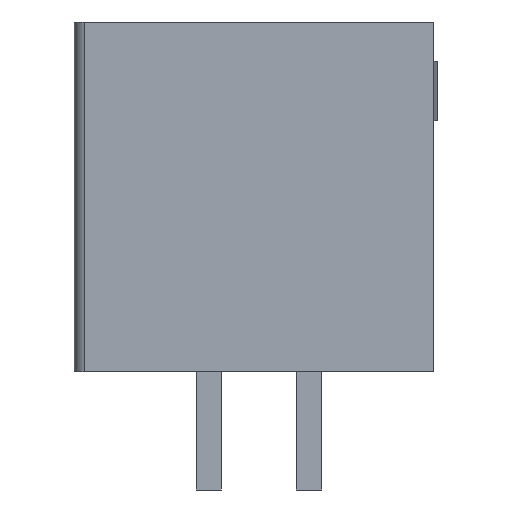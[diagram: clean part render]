
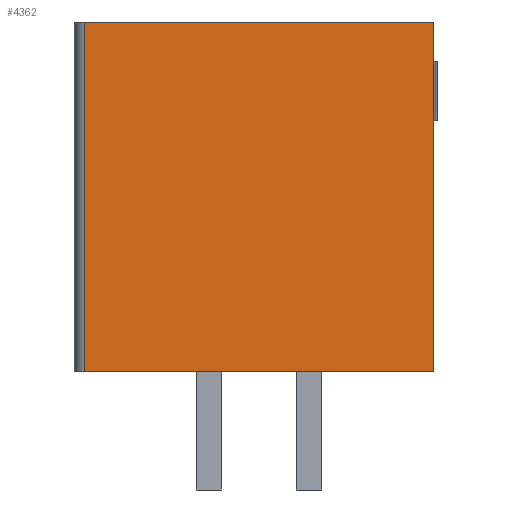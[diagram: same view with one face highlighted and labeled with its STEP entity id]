
A CAD part, left-side view. The second image highlights one B-rep face of the part: STEP entity #4362.
In plain terms, the highlighted planar face has unit normal (-1, 0, 0).
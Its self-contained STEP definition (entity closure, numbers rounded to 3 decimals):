
#51 = VERTEX_POINT('',#52);
#52 = CARTESIAN_POINT('',(-5.1,-3.155,8.85));
#58 = EDGE_CURVE('',#51,#59,#61,.T.);
#59 = VERTEX_POINT('',#60);
#60 = CARTESIAN_POINT('',(-5.1,-3.155,0.));
#61 = LINE('',#62,#63);
#62 = CARTESIAN_POINT('',(-5.1,-3.155,8.85));
#63 = VECTOR('',#64,1.);
#64 = DIRECTION('',(0.,0.,-1.));
#261 = VERTEX_POINT('',#262);
#262 = CARTESIAN_POINT('',(-5.1,5.695,0.));
#268 = EDGE_CURVE('',#269,#261,#271,.T.);
#269 = VERTEX_POINT('',#270);
#270 = CARTESIAN_POINT('',(-5.1,5.695,8.85));
#271 = LINE('',#272,#273);
#272 = CARTESIAN_POINT('',(-5.1,5.695,8.85));
#273 = VECTOR('',#274,1.);
#274 = DIRECTION('',(0.,0.,-1.));
#1706 = EDGE_CURVE('',#261,#59,#1707,.T.);
#1707 = LINE('',#1708,#1709);
#1708 = CARTESIAN_POINT('',(-5.1,5.695,0.));
#1709 = VECTOR('',#1710,1.);
#1710 = DIRECTION('',(0.,-1.,0.));
#4362 = ADVANCED_FACE('',(#4363),#4374,.F.);
#4363 = FACE_BOUND('',#4364,.T.);
#4364 = EDGE_LOOP('',(#4365,#4366,#4367,#4373));
#4365 = ORIENTED_EDGE('',*,*,#1706,.T.);
#4366 = ORIENTED_EDGE('',*,*,#58,.F.);
#4367 = ORIENTED_EDGE('',*,*,#4368,.F.);
#4368 = EDGE_CURVE('',#269,#51,#4369,.T.);
#4369 = LINE('',#4370,#4371);
#4370 = CARTESIAN_POINT('',(-5.1,5.695,8.85));
#4371 = VECTOR('',#4372,1.);
#4372 = DIRECTION('',(0.,-1.,0.));
#4373 = ORIENTED_EDGE('',*,*,#268,.T.);
#4374 = PLANE('',#4375);
#4375 = AXIS2_PLACEMENT_3D('',#4376,#4377,#4378);
#4376 = CARTESIAN_POINT('',(-5.1,5.695,8.85));
#4377 = DIRECTION('',(1.,0.,0.));
#4378 = DIRECTION('',(0.,1.,0.));
